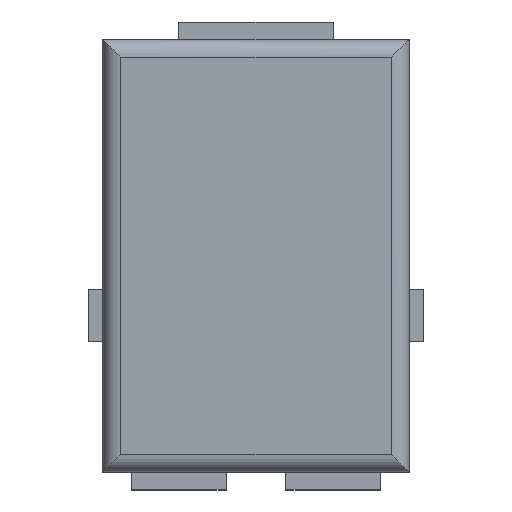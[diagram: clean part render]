
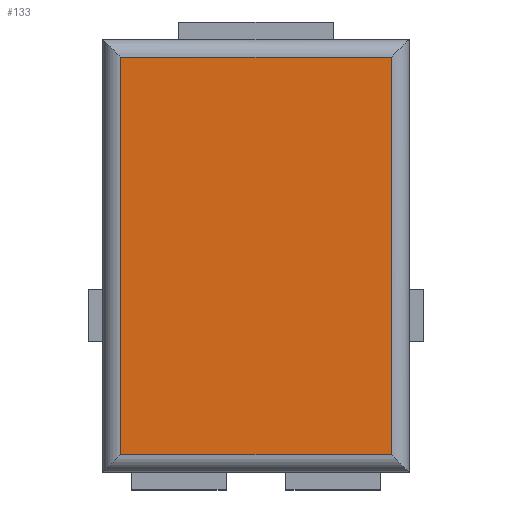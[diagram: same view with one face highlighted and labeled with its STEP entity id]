
A CAD part, top view. The second image highlights one B-rep face of the part: STEP entity #133.
In plain terms, the highlighted planar face has unit normal (0, 0, 1).
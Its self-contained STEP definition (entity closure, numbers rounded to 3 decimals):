
#43 = VERTEX_POINT('',#44);
#44 = CARTESIAN_POINT('',(-1.925,2.825,1.226));
#51 = EDGE_CURVE('',#43,#52,#54,.T.);
#52 = VERTEX_POINT('',#53);
#53 = CARTESIAN_POINT('',(1.925,2.825,1.226));
#54 = LINE('',#55,#56);
#55 = CARTESIAN_POINT('',(0.,2.825,1.226));
#56 = VECTOR('',#57,1.);
#57 = DIRECTION('',(1.,0.,0.));
#133 = ADVANCED_FACE('',(#134),#159,.T.);
#134 = FACE_BOUND('',#135,.T.);
#135 = EDGE_LOOP('',(#136,#146,#152,#153));
#136 = ORIENTED_EDGE('',*,*,#137,.T.);
#137 = EDGE_CURVE('',#138,#140,#142,.T.);
#138 = VERTEX_POINT('',#139);
#139 = CARTESIAN_POINT('',(-1.925,-2.825,1.226));
#140 = VERTEX_POINT('',#141);
#141 = CARTESIAN_POINT('',(1.925,-2.825,1.226));
#142 = LINE('',#143,#144);
#143 = CARTESIAN_POINT('',(0.,-2.825,1.226));
#144 = VECTOR('',#145,1.);
#145 = DIRECTION('',(1.,0.,0.));
#146 = ORIENTED_EDGE('',*,*,#147,.T.);
#147 = EDGE_CURVE('',#140,#52,#148,.T.);
#148 = LINE('',#149,#150);
#149 = CARTESIAN_POINT('',(1.925,0.,1.226));
#150 = VECTOR('',#151,1.);
#151 = DIRECTION('',(0.,1.,0.));
#152 = ORIENTED_EDGE('',*,*,#51,.F.);
#153 = ORIENTED_EDGE('',*,*,#154,.T.);
#154 = EDGE_CURVE('',#43,#138,#155,.T.);
#155 = LINE('',#156,#157);
#156 = CARTESIAN_POINT('',(-1.925,0.,1.226));
#157 = VECTOR('',#158,1.);
#158 = DIRECTION('',(0.,-1.,0.));
#159 = PLANE('',#160);
#160 = AXIS2_PLACEMENT_3D('',#161,#162,#163);
#161 = CARTESIAN_POINT('',(1.925,-2.825,1.226));
#162 = DIRECTION('',(0.,0.,1.));
#163 = DIRECTION('',(0.,1.,0.));
